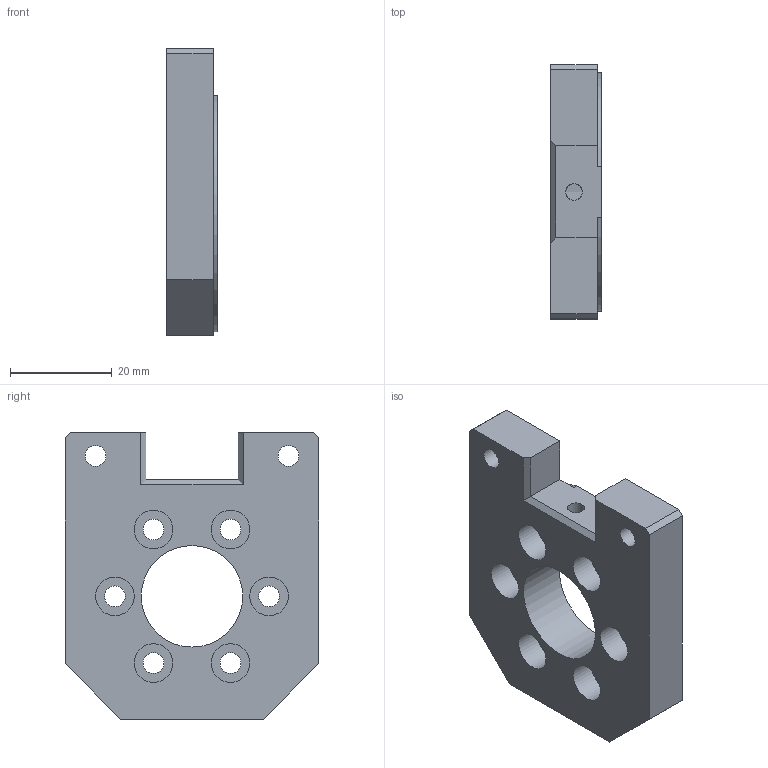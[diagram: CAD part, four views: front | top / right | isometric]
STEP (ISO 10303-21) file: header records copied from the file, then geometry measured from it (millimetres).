
FILE_DESCRIPTION(/* description */ ('','CAx-IF Rec.Pracs.---Representation and Presentation of Product Manufacturing Information (PMI)---4.0---2014-10-13'),/* implementation_level */ '2;1');
FILE_NAME(/* name */ '',/* time_stamp */ '2024-12-07T11:50:03+08:00',/* author */ (''),/* organization */ (''),/* preprocessor_version */ 'ST-DEVELOPER v20',/* originating_system */ 'Autodesk Translation Framework v13.20.0.188',/* authorisation */ '');
FILE_SCHEMA (('AP242_MANAGED_MODEL_BASED_3D_ENGINEERING_MIM_LF { 1 0 10303 442 1 1 4 }'));
Length unit declared in the file: millimetre
Products named in the file (1): 灵足03Pitch Motor Linkage
Bounding box: 10 x 50 x 56.5 mm (x, y, z)
Volume: 19102.1 mm3; surface area: 8521.4 mm2
Topology: 1 solids, 1 shells, 45 faces, 104 edges, 69 vertices
Faces by surface type: plane 26, cylinder 19
Full cylindrical faces by diameter (mm): 3.3 x1, 4.1 x8, 7.6 x8, 20 x1
Entity records: 1397 total; most frequent: CARTESIAN_POINT 253, DIRECTION 231, ORIENTED_EDGE 208, EDGE_CURVE 104, AXIS2_PLACEMENT_3D 83, EDGE_LOOP 73, VERTEX_POINT 69, LINE 65
